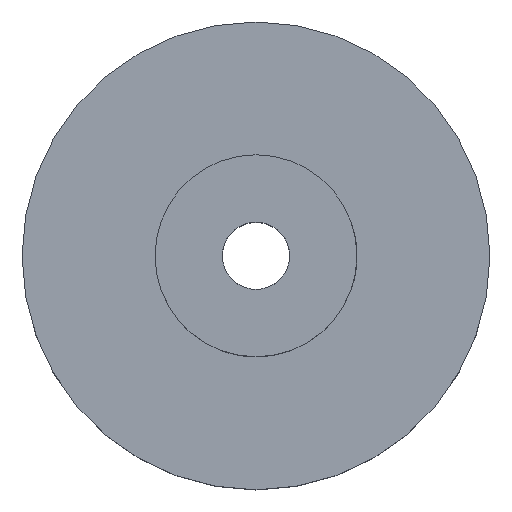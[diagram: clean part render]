
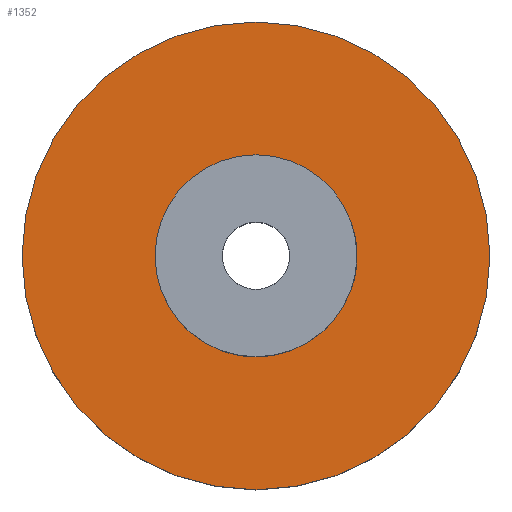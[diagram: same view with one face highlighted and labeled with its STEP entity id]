
A CAD part, top view. The second image highlights one B-rep face of the part: STEP entity #1352.
In plain terms, the highlighted planar face has unit normal (0, 0, 1).
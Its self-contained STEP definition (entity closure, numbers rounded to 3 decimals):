
#32=FACE_BOUND('',#210,.T.);
#40=PLANE('',#1437);
#51=CIRCLE('',#1435,6.);
#52=CIRCLE('',#1436,6.);
#53=CIRCLE('',#1438,13.9);
#54=CIRCLE('',#1439,13.9);
#133=FACE_OUTER_BOUND('',#209,.T.);
#209=EDGE_LOOP('',(#1207,#1208));
#210=EDGE_LOOP('',(#1209,#1210));
#585=VERTEX_POINT('',#4769);
#586=VERTEX_POINT('',#4770);
#587=VERTEX_POINT('',#4776);
#588=VERTEX_POINT('',#4777);
#793=EDGE_CURVE('',#585,#586,#51,.T.);
#794=EDGE_CURVE('',#586,#585,#52,.T.);
#797=EDGE_CURVE('',#587,#588,#53,.T.);
#798=EDGE_CURVE('',#588,#587,#54,.T.);
#1207=ORIENTED_EDGE('',*,*,#797,.F.);
#1208=ORIENTED_EDGE('',*,*,#798,.F.);
#1209=ORIENTED_EDGE('',*,*,#793,.T.);
#1210=ORIENTED_EDGE('',*,*,#794,.T.);
#1352=ADVANCED_FACE('',(#133,#32),#40,.T.);
#1435=AXIS2_PLACEMENT_3D('',#4771,#1626,#1627);
#1436=AXIS2_PLACEMENT_3D('',#4772,#1628,#1629);
#1437=AXIS2_PLACEMENT_3D('',#4775,#1632,#1633);
#1438=AXIS2_PLACEMENT_3D('',#4778,#1634,#1635);
#1439=AXIS2_PLACEMENT_3D('',#4779,#1636,#1637);
#1626=DIRECTION('center_axis',(0.,0.,-1.));
#1627=DIRECTION('ref_axis',(1.,0.,0.));
#1628=DIRECTION('center_axis',(0.,0.,-1.));
#1629=DIRECTION('ref_axis',(1.,0.,0.));
#1632=DIRECTION('center_axis',(0.,0.,1.));
#1633=DIRECTION('ref_axis',(1.,0.,0.));
#1634=DIRECTION('center_axis',(0.,0.,-1.));
#1635=DIRECTION('ref_axis',(1.,0.,0.));
#1636=DIRECTION('center_axis',(0.,0.,-1.));
#1637=DIRECTION('ref_axis',(1.,0.,0.));
#4769=CARTESIAN_POINT('',(0.,6.,6.));
#4770=CARTESIAN_POINT('',(0.,-6.,6.));
#4771=CARTESIAN_POINT('Origin',(0.,0.,6.));
#4772=CARTESIAN_POINT('Origin',(0.,0.,6.));
#4775=CARTESIAN_POINT('Origin',(0.,13.9,6.));
#4776=CARTESIAN_POINT('',(0.,13.9,6.));
#4777=CARTESIAN_POINT('',(0.,-13.9,6.));
#4778=CARTESIAN_POINT('Origin',(0.,0.,6.));
#4779=CARTESIAN_POINT('Origin',(0.,0.,6.));
